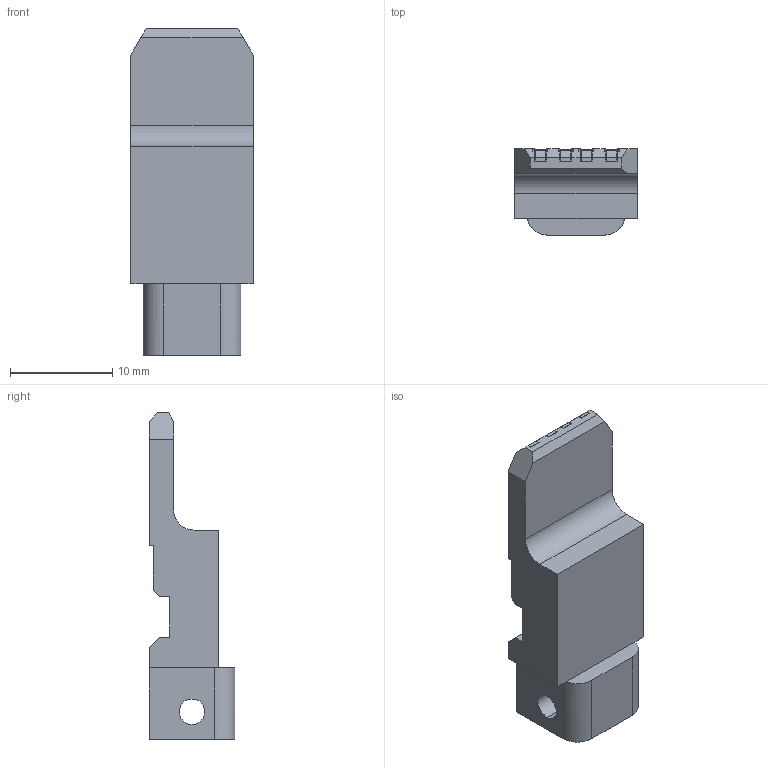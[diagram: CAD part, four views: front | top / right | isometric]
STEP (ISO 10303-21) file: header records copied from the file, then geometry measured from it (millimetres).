
FILE_DESCRIPTION (( 'STEP AP214' ), '1' );
FILE_NAME ('21071~1.STEP', '2018-10-15T13:45:35', ( '' ), ( '' ), 'SwSTEP 2.0', 'SolidWorks 2018', '' );
FILE_SCHEMA (( 'AUTOMOTIVE_DESIGN' ));
Length unit declared in the file: millimetre
Products named in the file (2): 21071~1
Bounding box: 12 x 8.4 x 32 mm (x, y, z)
Surface area: 1693.8 mm2 (no closed solid volume)
Topology: 0 solids, 5 shells, 122 faces, 348 edges, 232 vertices
Faces by surface type: plane 105, cylinder 17
Entity records: 3957 total; most frequent: CARTESIAN_POINT 704, ORIENTED_EDGE 676, DIRECTION 632, EDGE_CURVE 348, LINE 312, VECTOR 312, VERTEX_POINT 232, AXIS2_PLACEMENT_3D 160
